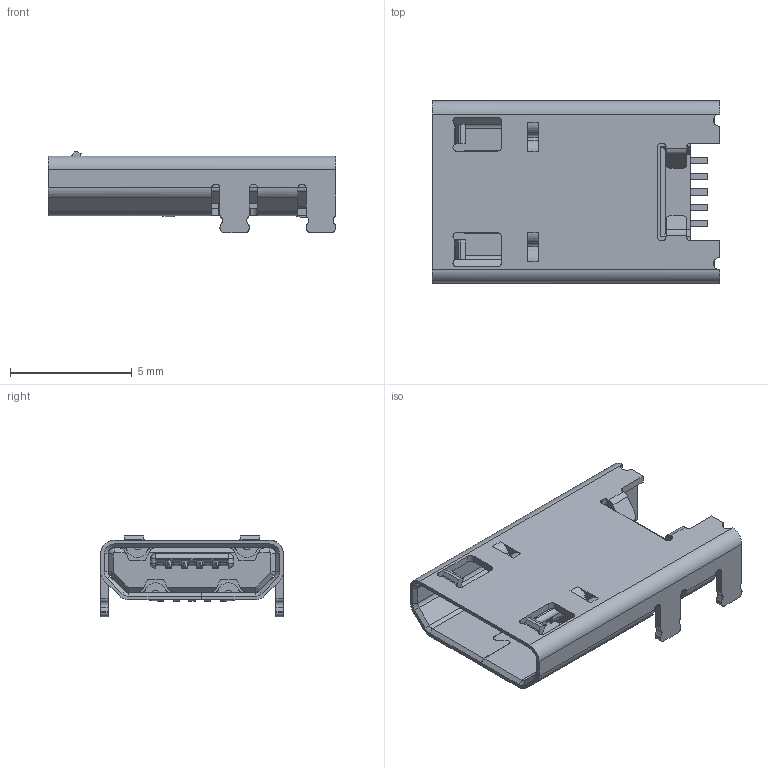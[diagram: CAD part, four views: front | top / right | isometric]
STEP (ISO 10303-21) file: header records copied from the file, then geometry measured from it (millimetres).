
FILE_DESCRIPTION(('STEP AP214'),'1');
FILE_NAME('uj2-mibh-4-smt.stp','2018-08-13T06:07:54',('TraceParts'),('TraceParts S.A.'),'Spatial InterOp 3D',' ',' ');
FILE_SCHEMA(('automotive_design'));
Length unit declared in the file: millimetre
Products named in the file (2): uj2-mibh-4-smt_1; uj2-mibh-4-smt_2
Bounding box: 11.8 x 7.5 x 3.36 mm (x, y, z)
Volume: 129.9 mm3; surface area: 624.1 mm2
Topology: 2 solids, 2 shells, 735 faces, 2094 edges, 1380 vertices
Faces by surface type: plane 476, cylinder 225, bspline 20, cone 14
Entity records: 30750 total; most frequent: CARTESIAN_POINT 6370, ORIENTED_EDGE 4180, DIRECTION 3298, EDGE_CURVE 2090, LINE 1518, VECTOR 1518, VERTEX_POINT 1380, AXIS2_PLACEMENT_3D 890
